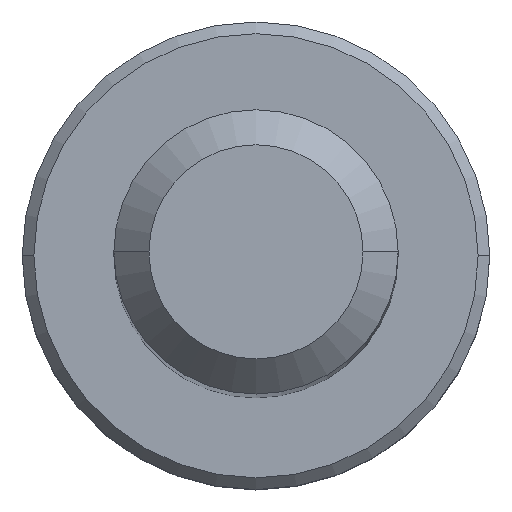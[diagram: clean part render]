
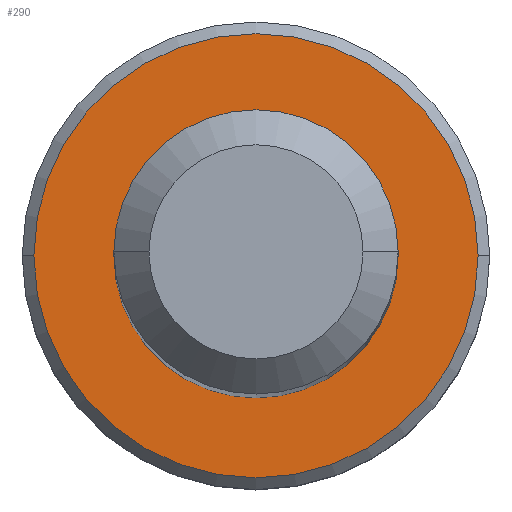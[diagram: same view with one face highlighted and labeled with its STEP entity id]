
A CAD part, top view. The second image highlights one B-rep face of the part: STEP entity #290.
In plain terms, the highlighted planar face has unit normal (0, 0, 1).
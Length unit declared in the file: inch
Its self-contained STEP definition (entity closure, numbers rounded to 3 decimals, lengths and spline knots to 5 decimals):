
#12 = VERTEX_POINT ( 'NONE', #565 ) ;
#19 = ORIENTED_EDGE ( 'NONE', *, *, #386, .T. ) ;
#36 = ORIENTED_EDGE ( 'NONE', *, *, #776, .T. ) ;
#41 = DIRECTION ( 'NONE',  ( -1., 0., 0. ) ) ;
#70 = DIRECTION ( 'NONE',  ( -1., 0., 0. ) ) ;
#115 = CARTESIAN_POINT ( 'NONE',  ( 0., 0., -1.5 ) ) ;
#126 = VERTEX_POINT ( 'NONE', #341 ) ;
#178 = VERTEX_POINT ( 'NONE', #722 ) ;
#207 = CIRCLE ( 'NONE', #750, 0.14844 ) ;
#238 = AXIS2_PLACEMENT_3D ( 'NONE', #591, #419, #41 ) ;
#290 = ADVANCED_FACE ( 'NONE', ( #652, #597 ), #293, .F. ) ;
#293 = PLANE ( 'NONE',  #238 ) ;
#328 = EDGE_LOOP ( 'NONE', ( #19, #36 ) ) ;
#332 = CARTESIAN_POINT ( 'NONE',  ( 0.095, 0., -1.5 ) ) ;
#341 = CARTESIAN_POINT ( 'NONE',  ( -0.14844, 0., -1.5 ) ) ;
#346 = CIRCLE ( 'NONE', #777, 0.095 ) ;
#362 = CARTESIAN_POINT ( 'NONE',  ( 0., 0., -1.5 ) ) ;
#382 = CARTESIAN_POINT ( 'NONE',  ( 0., 0., -1.5 ) ) ;
#386 = EDGE_CURVE ( 'NONE', #126, #12, #207, .T. ) ;
#413 = AXIS2_PLACEMENT_3D ( 'NONE', #115, #590, #785 ) ;
#419 = DIRECTION ( 'NONE',  ( 0., 0., -1. ) ) ;
#430 = DIRECTION ( 'NONE',  ( -1., 0., 0. ) ) ;
#480 = ORIENTED_EDGE ( 'NONE', *, *, #653, .F. ) ;
#491 = DIRECTION ( 'NONE',  ( 0., 0., 1. ) ) ;
#548 = CIRCLE ( 'NONE', #413, 0.095 ) ;
#556 = EDGE_LOOP ( 'NONE', ( #480, #657 ) ) ;
#565 = CARTESIAN_POINT ( 'NONE',  ( 0.14844, 0., -1.5 ) ) ;
#590 = DIRECTION ( 'NONE',  ( 0., 0., 1. ) ) ;
#591 = CARTESIAN_POINT ( 'NONE',  ( 0., 0., -1.5 ) ) ;
#597 = FACE_BOUND ( 'NONE', #556, .T. ) ;
#598 = VERTEX_POINT ( 'NONE', #332 ) ;
#609 = CIRCLE ( 'NONE', #648, 0.14844 ) ;
#628 = EDGE_CURVE ( 'NONE', #178, #598, #548, .T. ) ;
#648 = AXIS2_PLACEMENT_3D ( 'NONE', #745, #491, #430 ) ;
#652 = FACE_OUTER_BOUND ( 'NONE', #328, .T. ) ;
#653 = EDGE_CURVE ( 'NONE', #598, #178, #346, .T. ) ;
#657 = ORIENTED_EDGE ( 'NONE', *, *, #628, .F. ) ;
#658 = DIRECTION ( 'NONE',  ( 0., 0., 1. ) ) ;
#722 = CARTESIAN_POINT ( 'NONE',  ( -0.095, 0., -1.5 ) ) ;
#742 = DIRECTION ( 'NONE',  ( 0., 0., 1. ) ) ;
#745 = CARTESIAN_POINT ( 'NONE',  ( 0., 0., -1.5 ) ) ;
#750 = AXIS2_PLACEMENT_3D ( 'NONE', #382, #742, #70 ) ;
#776 = EDGE_CURVE ( 'NONE', #12, #126, #609, .T. ) ;
#777 = AXIS2_PLACEMENT_3D ( 'NONE', #362, #658, #791 ) ;
#785 = DIRECTION ( 'NONE',  ( -1., 0., 0. ) ) ;
#791 = DIRECTION ( 'NONE',  ( -1., 0., 0. ) ) ;
